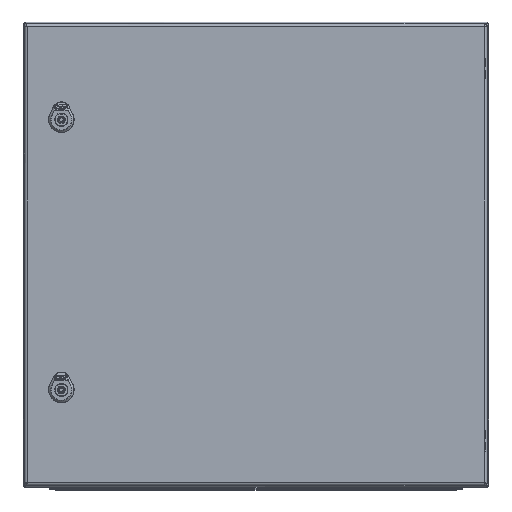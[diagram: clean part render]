
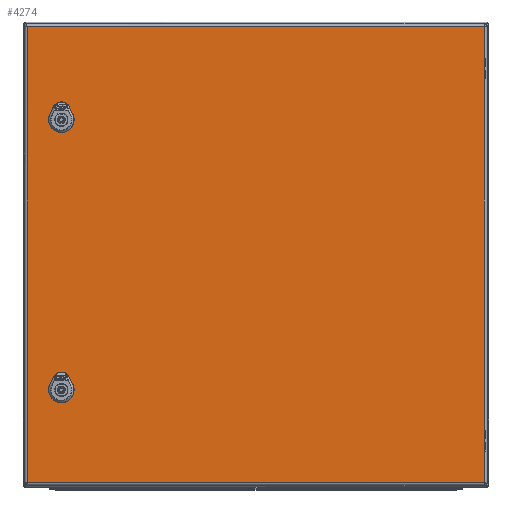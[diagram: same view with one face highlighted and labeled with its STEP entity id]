
A CAD part, top view. The second image highlights one B-rep face of the part: STEP entity #4274.
In plain terms, the highlighted face is planar.
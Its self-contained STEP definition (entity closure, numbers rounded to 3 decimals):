
#915=FACE_BOUND('',#6729,.T.);
#916=FACE_BOUND('',#6730,.T.);
#917=FACE_BOUND('',#6731,.T.);
#4274=ADVANCED_FACE('',(#915,#916,#917),#4986,.F.);
#4986=PLANE('',#20179);
#6729=EDGE_LOOP('',(#10896,#10897,#10898,#10899,#10900,#10901,#10902,#10903));
#6730=EDGE_LOOP('',(#10904,#10905,#10906,#10907,#10908,#10909,#10910,#10911));
#6731=EDGE_LOOP('',(#10912,#10913,#10914,#10915));
#7718=CIRCLE('',#20171,11.25);
#7719=CIRCLE('',#20172,11.25);
#7720=CIRCLE('',#20173,11.25);
#7721=CIRCLE('',#20174,11.25);
#7722=CIRCLE('',#20175,11.25);
#7723=CIRCLE('',#20176,11.25);
#7724=CIRCLE('',#20177,11.25);
#7725=CIRCLE('',#20178,11.25);
#10896=ORIENTED_EDGE('',*,*,#15821,.T.);
#10897=ORIENTED_EDGE('',*,*,#15822,.T.);
#10898=ORIENTED_EDGE('',*,*,#15823,.T.);
#10899=ORIENTED_EDGE('',*,*,#15824,.T.);
#10900=ORIENTED_EDGE('',*,*,#15825,.T.);
#10901=ORIENTED_EDGE('',*,*,#15826,.T.);
#10902=ORIENTED_EDGE('',*,*,#15827,.T.);
#10903=ORIENTED_EDGE('',*,*,#15828,.T.);
#10904=ORIENTED_EDGE('',*,*,#15829,.T.);
#10905=ORIENTED_EDGE('',*,*,#15830,.T.);
#10906=ORIENTED_EDGE('',*,*,#15831,.T.);
#10907=ORIENTED_EDGE('',*,*,#15832,.T.);
#10908=ORIENTED_EDGE('',*,*,#15833,.T.);
#10909=ORIENTED_EDGE('',*,*,#15834,.T.);
#10910=ORIENTED_EDGE('',*,*,#15835,.T.);
#10911=ORIENTED_EDGE('',*,*,#15836,.T.);
#10912=ORIENTED_EDGE('',*,*,#15837,.T.);
#10913=ORIENTED_EDGE('',*,*,#15838,.T.);
#10914=ORIENTED_EDGE('',*,*,#15839,.T.);
#10915=ORIENTED_EDGE('',*,*,#15840,.T.);
#13882=VERTEX_POINT('',#35729);
#13883=VERTEX_POINT('',#35730);
#13884=VERTEX_POINT('',#35732);
#13885=VERTEX_POINT('',#35734);
#13886=VERTEX_POINT('',#35736);
#13887=VERTEX_POINT('',#35738);
#13888=VERTEX_POINT('',#35740);
#13889=VERTEX_POINT('',#35742);
#13890=VERTEX_POINT('',#35745);
#13891=VERTEX_POINT('',#35746);
#13892=VERTEX_POINT('',#35748);
#13893=VERTEX_POINT('',#35750);
#13894=VERTEX_POINT('',#35752);
#13895=VERTEX_POINT('',#35754);
#13896=VERTEX_POINT('',#35756);
#13897=VERTEX_POINT('',#35758);
#13898=VERTEX_POINT('',#35761);
#13899=VERTEX_POINT('',#35762);
#13900=VERTEX_POINT('',#35764);
#13901=VERTEX_POINT('',#35766);
#15821=EDGE_CURVE('',#13882,#13883,#17520,.T.);
#15822=EDGE_CURVE('',#13883,#13884,#7718,.T.);
#15823=EDGE_CURVE('',#13884,#13885,#17521,.T.);
#15824=EDGE_CURVE('',#13885,#13886,#7719,.T.);
#15825=EDGE_CURVE('',#13886,#13887,#17522,.T.);
#15826=EDGE_CURVE('',#13887,#13888,#7720,.T.);
#15827=EDGE_CURVE('',#13888,#13889,#17523,.T.);
#15828=EDGE_CURVE('',#13889,#13882,#7721,.T.);
#15829=EDGE_CURVE('',#13890,#13891,#17524,.T.);
#15830=EDGE_CURVE('',#13891,#13892,#7722,.T.);
#15831=EDGE_CURVE('',#13892,#13893,#17525,.T.);
#15832=EDGE_CURVE('',#13893,#13894,#7723,.T.);
#15833=EDGE_CURVE('',#13894,#13895,#17526,.T.);
#15834=EDGE_CURVE('',#13895,#13896,#7724,.T.);
#15835=EDGE_CURVE('',#13896,#13897,#17527,.T.);
#15836=EDGE_CURVE('',#13897,#13890,#7725,.T.);
#15837=EDGE_CURVE('',#13898,#13899,#17528,.T.);
#15838=EDGE_CURVE('',#13899,#13900,#17529,.T.);
#15839=EDGE_CURVE('',#13900,#13901,#17530,.T.);
#15840=EDGE_CURVE('',#13901,#13898,#17531,.T.);
#17520=LINE('',#35728,#18734);
#17521=LINE('',#35733,#18735);
#17522=LINE('',#35737,#18736);
#17523=LINE('',#35741,#18737);
#17524=LINE('',#35744,#18738);
#17525=LINE('',#35749,#18739);
#17526=LINE('',#35753,#18740);
#17527=LINE('',#35757,#18741);
#17528=LINE('',#35760,#18742);
#17529=LINE('',#35763,#18743);
#17530=LINE('',#35765,#18744);
#17531=LINE('',#35767,#18745);
#18734=VECTOR('',#23294,1.);
#18735=VECTOR('',#23297,1.);
#18736=VECTOR('',#23300,1.);
#18737=VECTOR('',#23303,1.);
#18738=VECTOR('',#23306,1.);
#18739=VECTOR('',#23309,1.);
#18740=VECTOR('',#23312,1.);
#18741=VECTOR('',#23315,1.);
#18742=VECTOR('',#23318,1.);
#18743=VECTOR('',#23319,1.);
#18744=VECTOR('',#23320,1.);
#18745=VECTOR('',#23321,1.);
#20171=AXIS2_PLACEMENT_3D('',#35731,#23295,#23296);
#20172=AXIS2_PLACEMENT_3D('',#35735,#23298,#23299);
#20173=AXIS2_PLACEMENT_3D('',#35739,#23301,#23302);
#20174=AXIS2_PLACEMENT_3D('',#35743,#23304,#23305);
#20175=AXIS2_PLACEMENT_3D('',#35747,#23307,#23308);
#20176=AXIS2_PLACEMENT_3D('',#35751,#23310,#23311);
#20177=AXIS2_PLACEMENT_3D('',#35755,#23313,#23314);
#20178=AXIS2_PLACEMENT_3D('',#35759,#23316,#23317);
#20179=AXIS2_PLACEMENT_3D('',#35768,#23322,#23323);
#23294=DIRECTION('',(-1.,0.,0.));
#23295=DIRECTION('',(0.,0.,1.));
#23296=DIRECTION('',(1.,0.,0.));
#23297=DIRECTION('',(0.,-1.,0.));
#23298=DIRECTION('',(0.,0.,1.));
#23299=DIRECTION('',(1.,0.,0.));
#23300=DIRECTION('',(1.,0.,0.));
#23301=DIRECTION('',(0.,0.,1.));
#23302=DIRECTION('',(1.,0.,0.));
#23303=DIRECTION('',(0.,1.,0.));
#23304=DIRECTION('',(0.,0.,1.));
#23305=DIRECTION('',(1.,0.,0.));
#23306=DIRECTION('',(-1.,0.,0.));
#23307=DIRECTION('',(0.,0.,1.));
#23308=DIRECTION('',(1.,0.,0.));
#23309=DIRECTION('',(0.,-1.,0.));
#23310=DIRECTION('',(0.,0.,1.));
#23311=DIRECTION('',(1.,0.,0.));
#23312=DIRECTION('',(1.,0.,0.));
#23313=DIRECTION('',(0.,0.,1.));
#23314=DIRECTION('',(1.,0.,0.));
#23315=DIRECTION('',(0.,1.,0.));
#23316=DIRECTION('',(0.,0.,1.));
#23317=DIRECTION('',(1.,0.,0.));
#23318=DIRECTION('',(0.,1.,0.));
#23319=DIRECTION('',(1.,0.,0.));
#23320=DIRECTION('',(0.,-1.,0.));
#23321=DIRECTION('',(-1.,0.,0.));
#23322=DIRECTION('',(0.,0.,1.));
#23323=DIRECTION('',(-1.,0.,0.));
#35728=CARTESIAN_POINT('',(-295.75,-164.3,0.));
#35729=CARTESIAN_POINT('',(255.496,-164.3,0.));
#35730=CARTESIAN_POINT('',(246.004,-164.3,0.));
#35731=CARTESIAN_POINT('',(250.75,-174.5,0.));
#35732=CARTESIAN_POINT('',(240.55,-169.754,0.));
#35733=CARTESIAN_POINT('',(240.55,-295.,0.));
#35734=CARTESIAN_POINT('',(240.55,-179.246,0.));
#35735=CARTESIAN_POINT('',(250.75,-174.5,0.));
#35736=CARTESIAN_POINT('',(246.004,-184.7,0.));
#35737=CARTESIAN_POINT('',(-295.75,-184.7,0.));
#35738=CARTESIAN_POINT('',(255.496,-184.7,0.));
#35739=CARTESIAN_POINT('',(250.75,-174.5,0.));
#35740=CARTESIAN_POINT('',(260.95,-179.246,0.));
#35741=CARTESIAN_POINT('',(260.95,-295.,0.));
#35742=CARTESIAN_POINT('',(260.95,-169.754,0.));
#35743=CARTESIAN_POINT('',(250.75,-174.5,0.));
#35744=CARTESIAN_POINT('',(-295.75,184.7,0.));
#35745=CARTESIAN_POINT('',(255.496,184.7,0.));
#35746=CARTESIAN_POINT('',(246.004,184.7,0.));
#35747=CARTESIAN_POINT('',(250.75,174.5,0.));
#35748=CARTESIAN_POINT('',(240.55,179.246,0.));
#35749=CARTESIAN_POINT('',(240.55,-295.,0.));
#35750=CARTESIAN_POINT('',(240.55,169.754,0.));
#35751=CARTESIAN_POINT('',(250.75,174.5,0.));
#35752=CARTESIAN_POINT('',(246.004,164.3,0.));
#35753=CARTESIAN_POINT('',(-295.75,164.3,0.));
#35754=CARTESIAN_POINT('',(255.496,164.3,0.));
#35755=CARTESIAN_POINT('',(250.75,174.5,0.));
#35756=CARTESIAN_POINT('',(260.95,169.754,0.));
#35757=CARTESIAN_POINT('',(260.95,-295.,0.));
#35758=CARTESIAN_POINT('',(260.95,179.246,0.));
#35759=CARTESIAN_POINT('',(250.75,174.5,0.));
#35760=CARTESIAN_POINT('',(-294.75,-295.,0.));
#35761=CARTESIAN_POINT('',(-294.75,-294.,0.));
#35762=CARTESIAN_POINT('',(-294.75,294.,0.));
#35763=CARTESIAN_POINT('',(-295.75,294.,0.));
#35764=CARTESIAN_POINT('',(294.75,294.,0.));
#35765=CARTESIAN_POINT('',(294.75,-295.,0.));
#35766=CARTESIAN_POINT('',(294.75,-294.,0.));
#35767=CARTESIAN_POINT('',(-295.75,-294.,0.));
#35768=CARTESIAN_POINT('',(-295.75,-295.,0.));
